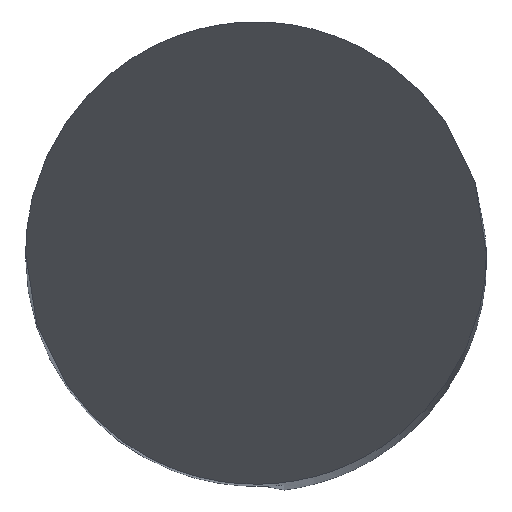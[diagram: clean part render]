
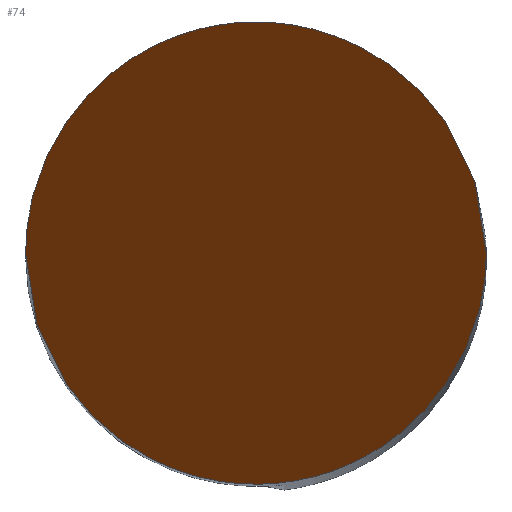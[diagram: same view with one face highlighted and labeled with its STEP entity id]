
A CAD part, top view. The second image highlights one B-rep face of the part: STEP entity #74.
In plain terms, the highlighted planar face has unit normal (0, -0.866, 0.5).
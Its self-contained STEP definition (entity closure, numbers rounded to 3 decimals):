
#54=PLANE('',#590);
#74=ADVANCED_FACE('',(#113),#54,.F.);
#113=FACE_OUTER_BOUND('',#143,.T.);
#143=EDGE_LOOP('',(#292,#293));
#227=(
BOUNDED_CURVE()
B_SPLINE_CURVE(3,(#842,#843,#844,#845),.UNSPECIFIED.,.F.,.F.)
B_SPLINE_CURVE_WITH_KNOTS((4,4),(0.,1.),.UNSPECIFIED.)
CURVE()
GEOMETRIC_REPRESENTATION_ITEM()
RATIONAL_B_SPLINE_CURVE((1.,0.333,0.333,1.))
REPRESENTATION_ITEM('')
);
#232=(
BOUNDED_CURVE()
B_SPLINE_CURVE(3,(#920,#921,#922,#923),.UNSPECIFIED.,.F.,.F.)
B_SPLINE_CURVE_WITH_KNOTS((4,4),(0.,1.),.UNSPECIFIED.)
CURVE()
GEOMETRIC_REPRESENTATION_ITEM()
RATIONAL_B_SPLINE_CURVE((1.,0.333,0.333,1.))
REPRESENTATION_ITEM('')
);
#292=ORIENTED_EDGE('',*,*,#470,.T.);
#293=ORIENTED_EDGE('',*,*,#450,.T.);
#400=VERTEX_POINT('',#846);
#401=VERTEX_POINT('',#847);
#450=EDGE_CURVE('',#400,#401,#227,.T.);
#470=EDGE_CURVE('',#401,#400,#232,.T.);
#590=AXIS2_PLACEMENT_3D('',#956,#663,#664);
#663=DIRECTION('',(0.,0.866,-0.5));
#664=DIRECTION('',(0.,-0.5,-0.866));
#842=CARTESIAN_POINT('',(3.,0.,0.));
#843=CARTESIAN_POINT('',(3.,6.,10.392));
#844=CARTESIAN_POINT('',(-3.,6.,10.392));
#845=CARTESIAN_POINT('',(-3.,0.,0.));
#846=CARTESIAN_POINT('',(3.,0.,0.));
#847=CARTESIAN_POINT('',(-3.,0.,0.));
#920=CARTESIAN_POINT('',(-3.,0.,0.));
#921=CARTESIAN_POINT('',(-3.,-6.,-10.392));
#922=CARTESIAN_POINT('',(3.,-6.,-10.392));
#923=CARTESIAN_POINT('',(3.,0.,0.));
#956=CARTESIAN_POINT('',(5.,3.,5.196));
